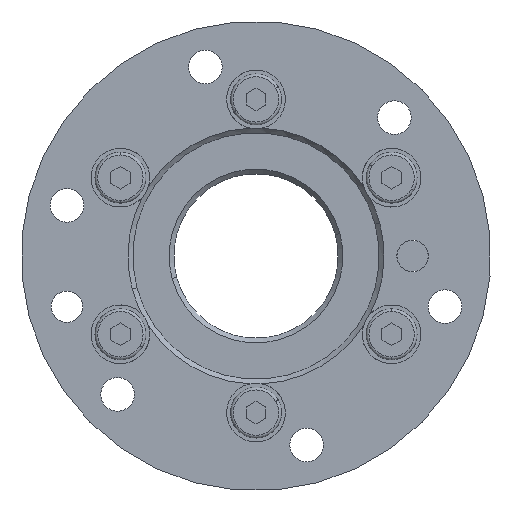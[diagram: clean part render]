
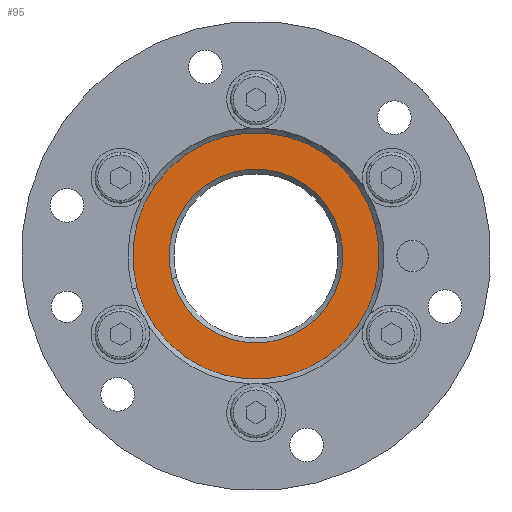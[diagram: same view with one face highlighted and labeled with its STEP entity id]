
A CAD part, left-side view. The second image highlights one B-rep face of the part: STEP entity #95.
In plain terms, the highlighted planar face has unit normal (-1, 0, 0).
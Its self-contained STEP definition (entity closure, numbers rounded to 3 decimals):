
#95 = ADVANCED_FACE ( 'NONE', ( #3108, #1904 ), #3823, .F. ) ;
#231 = CARTESIAN_POINT ( 'NONE',  ( -56.28, 147.734, -23.642 ) ) ;
#455 = CARTESIAN_POINT ( 'NONE',  ( -56.28, 126.291, -17.896 ) ) ;
#953 = VERTEX_POINT ( 'NONE', #3518 ) ;
#966 = DIRECTION ( 'NONE',  ( 0., -0.966, 0.259 ) ) ;
#1189 = EDGE_CURVE ( 'NONE', #953, #1583, #1220, .T. ) ;
#1220 = CIRCLE ( 'NONE', #5172, 31.5 ) ;
#1225 = VERTEX_POINT ( 'NONE', #231 ) ;
#1265 = EDGE_LOOP ( 'NONE', ( #3979, #3581 ) ) ;
#1397 = CARTESIAN_POINT ( 'NONE',  ( -56.28, 126.291, -17.896 ) ) ;
#1579 = AXIS2_PLACEMENT_3D ( 'NONE', #1397, #4612, #3847 ) ;
#1583 = VERTEX_POINT ( 'NONE', #3759 ) ;
#1672 = CIRCLE ( 'NONE', #1579, 31.5 ) ;
#1699 = CIRCLE ( 'NONE', #5138, 22.2 ) ;
#1825 = ORIENTED_EDGE ( 'NONE', *, *, #4602, .T. ) ;
#1904 = FACE_OUTER_BOUND ( 'NONE', #1265, .T. ) ;
#1996 = ORIENTED_EDGE ( 'NONE', *, *, #4436, .T. ) ;
#2177 = CARTESIAN_POINT ( 'NONE',  ( -56.28, 126.291, -17.896 ) ) ;
#2509 = CARTESIAN_POINT ( 'NONE',  ( -56.28, 126.291, -17.896 ) ) ;
#2565 = AXIS2_PLACEMENT_3D ( 'NONE', #3848, #3030, #2713 ) ;
#2584 = DIRECTION ( 'NONE',  ( 0., -0.966, 0.259 ) ) ;
#2713 = DIRECTION ( 'NONE',  ( 0., -0.966, 0.259 ) ) ;
#3030 = DIRECTION ( 'NONE',  ( 1., 0., 0. ) ) ;
#3108 = FACE_BOUND ( 'NONE', #4246, .T. ) ;
#3518 = CARTESIAN_POINT ( 'NONE',  ( -56.28, 95.864, -9.743 ) ) ;
#3581 = ORIENTED_EDGE ( 'NONE', *, *, #4673, .F. ) ;
#3759 = CARTESIAN_POINT ( 'NONE',  ( -56.28, 156.717, -26.049 ) ) ;
#3823 = PLANE ( 'NONE',  #2565 ) ;
#3847 = DIRECTION ( 'NONE',  ( 0., -0.966, 0.259 ) ) ;
#3848 = CARTESIAN_POINT ( 'NONE',  ( -56.28, 146.575, -23.331 ) ) ;
#3852 = CIRCLE ( 'NONE', #4609, 22.2 ) ;
#3979 = ORIENTED_EDGE ( 'NONE', *, *, #1189, .F. ) ;
#4010 = DIRECTION ( 'NONE',  ( 0., -0.966, 0.259 ) ) ;
#4055 = VERTEX_POINT ( 'NONE', #5175 ) ;
#4117 = DIRECTION ( 'NONE',  ( 1., 0., 0. ) ) ;
#4131 = DIRECTION ( 'NONE',  ( 1., 0., 0. ) ) ;
#4246 = EDGE_LOOP ( 'NONE', ( #1825, #1996 ) ) ;
#4436 = EDGE_CURVE ( 'NONE', #4055, #1225, #1699, .T. ) ;
#4602 = EDGE_CURVE ( 'NONE', #1225, #4055, #3852, .T. ) ;
#4609 = AXIS2_PLACEMENT_3D ( 'NONE', #2509, #4117, #2584 ) ;
#4612 = DIRECTION ( 'NONE',  ( 1., 0., 0. ) ) ;
#4673 = EDGE_CURVE ( 'NONE', #1583, #953, #1672, .T. ) ;
#5138 = AXIS2_PLACEMENT_3D ( 'NONE', #455, #5196, #4010 ) ;
#5172 = AXIS2_PLACEMENT_3D ( 'NONE', #2177, #4131, #966 ) ;
#5175 = CARTESIAN_POINT ( 'NONE',  ( -56.28, 104.847, -12.15 ) ) ;
#5196 = DIRECTION ( 'NONE',  ( 1., 0., 0. ) ) ;
